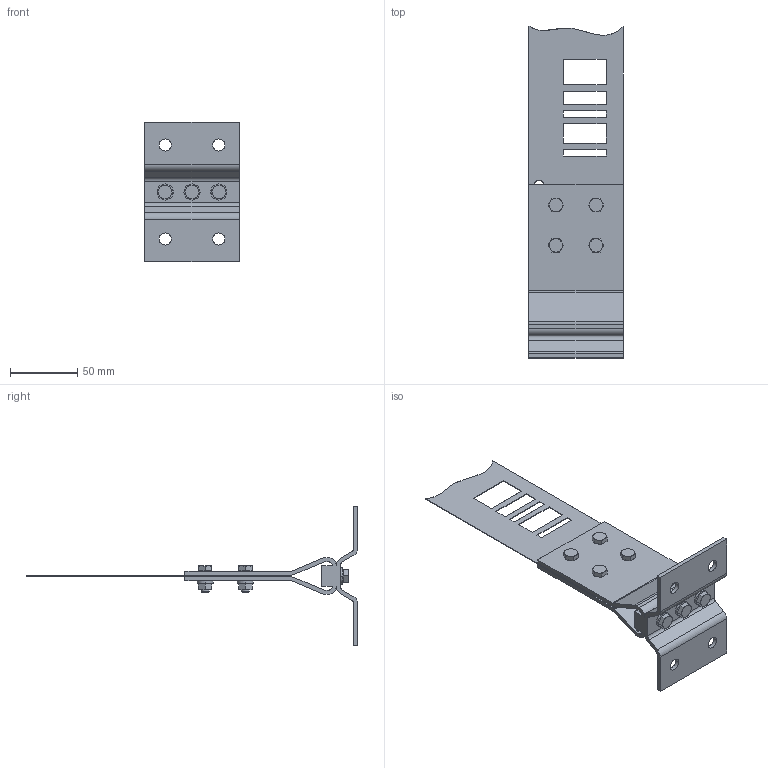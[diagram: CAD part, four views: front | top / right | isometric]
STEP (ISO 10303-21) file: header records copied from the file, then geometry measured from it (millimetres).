
FILE_DESCRIPTION((''),'2;1');
FILE_NAME('CAD-8535_SW0001','2022-10-07T08:31:18',('creinig-se'),(''),'CREO PARAMETRIC BY PTC INC, 2019292','CREO PARAMETRIC BY PTC INC, 2019292','');
FILE_SCHEMA(('CONFIG_CONTROL_DESIGN','SHAPE_APPEARANCE_LAYERS_GROUPS'));
Length unit declared in the file: millimetre
Products named in the file (1): CAD-8535_SW0001
Bounding box: 70 x 247.04 x 104 mm (x, y, z)
Volume: 94766.4 mm3; surface area: 77734.7 mm2
Topology: 2 solids, 2 shells, 362 faces, 896 edges, 582 vertices
Faces by surface type: plane 173, cylinder 96, cone 78, torus 14, extrusion 1
Entity records: 14280 total; most frequent: CARTESIAN_POINT 3586, DIRECTION 1829, ORIENTED_EDGE 1792, EDGE_CURVE 896, AXIS2_PLACEMENT_3D 705, VERTEX_POINT 582, EDGE_LOOP 446, VECTOR 419
